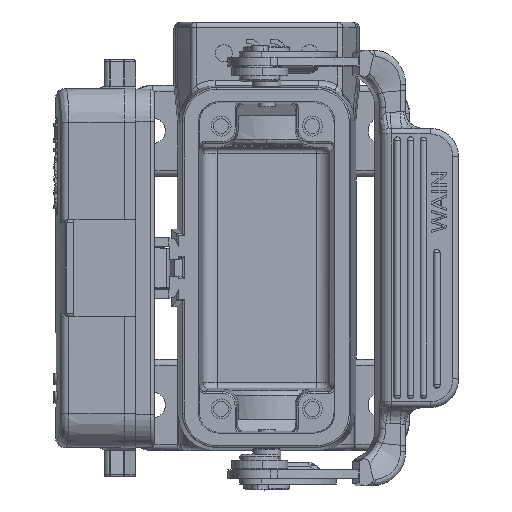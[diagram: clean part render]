
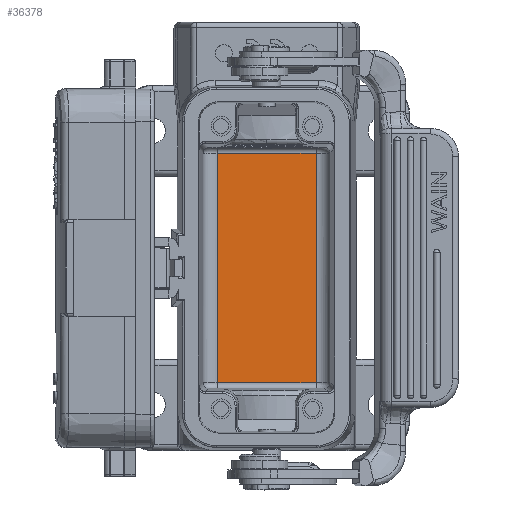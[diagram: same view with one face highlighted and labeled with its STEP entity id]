
A CAD part, top view. The second image highlights one B-rep face of the part: STEP entity #36378.
In plain terms, the highlighted planar face has unit normal (0, 0, 1).
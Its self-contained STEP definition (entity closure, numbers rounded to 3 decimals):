
#9139=CARTESIAN_POINT('',(-26.21,20.285,
-46.329));
#9141=DIRECTION('',(0.,-1.,0.));
#9142=VECTOR('',#9141,40.18);
#9143=CARTESIAN_POINT('',(-26.21,20.285,
-46.329));
#9144=LINE('',#9143,#9142);
#9167=DIRECTION('',(-1.,0.,0.));
#9168=VECTOR('',#9167,17.311);
#9169=CARTESIAN_POINT('',(-8.899,20.288,
-46.329));
#9170=LINE('',#9169,#9168);
#9224=DIRECTION('',(0.,1.,0.));
#9225=VECTOR('',#9224,40.183);
#9226=CARTESIAN_POINT('',(-8.899,-19.895,
-46.329));
#9227=LINE('',#9226,#9225);
#9735=DIRECTION('',(1.,0.,0.));
#9736=VECTOR('',#9735,17.311);
#9737=CARTESIAN_POINT('',(-26.21,-19.895,
-46.329));
#9738=LINE('',#9737,#9736);
#19726=VERTEX_POINT('',#9139);
#19727=CARTESIAN_POINT('',(-26.21,-19.895,
-46.329));
#19728=VERTEX_POINT('',#19727);
#19730=CARTESIAN_POINT('',(-8.899,20.288,
-46.329));
#19731=VERTEX_POINT('',#19730);
#19732=CARTESIAN_POINT('',(-8.899,-19.895,
-46.329));
#19733=VERTEX_POINT('',#19732);
#36364=CARTESIAN_POINT('',(-17.554,0.197,
-46.329));
#36365=DIRECTION('',(0.,0.,1.));
#36366=DIRECTION('',(1.,0.,0.));
#36367=AXIS2_PLACEMENT_3D('',#36364,#36365,#36366);
#36368=PLANE('',#36367);
#36369=ORIENTED_EDGE('',*,*,#36355,.F.);
#36371=ORIENTED_EDGE('',*,*,#36370,.F.);
#36373=ORIENTED_EDGE('',*,*,#36372,.F.);
#36375=ORIENTED_EDGE('',*,*,#36374,.F.);
#36376=EDGE_LOOP('',(#36369,#36371,#36373,#36375));
#36377=FACE_OUTER_BOUND('',#36376,.F.);
#36378=ADVANCED_FACE('',(#36377),#36368,.T.);
#36355=EDGE_CURVE('',#19726,#19728,#9144,.T.);
#36370=EDGE_CURVE('',#19731,#19726,#9170,.T.);
#36372=EDGE_CURVE('',#19733,#19731,#9227,.T.);
#36374=EDGE_CURVE('',#19728,#19733,#9738,.T.);
